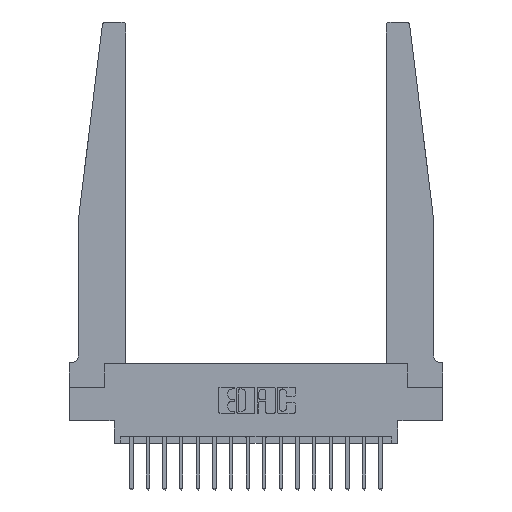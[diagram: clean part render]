
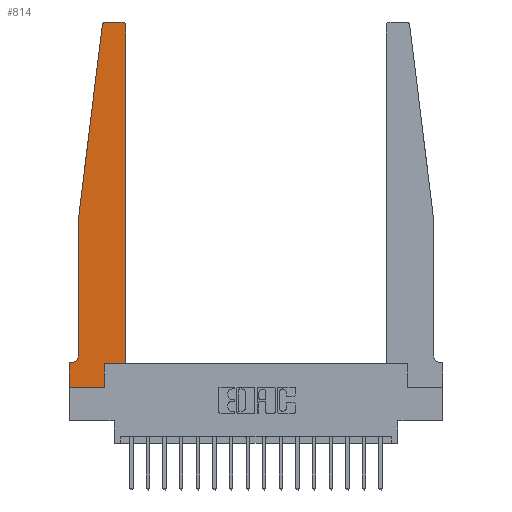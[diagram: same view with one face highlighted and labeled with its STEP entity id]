
A CAD part, top view. The second image highlights one B-rep face of the part: STEP entity #814.
In plain terms, the highlighted planar face has unit normal (0, 0, 1).
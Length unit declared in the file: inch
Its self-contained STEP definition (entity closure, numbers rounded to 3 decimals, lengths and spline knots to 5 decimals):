
#14 = CIRCLE ( 'NONE', #10015, 0.03 ) ;
#56 = CARTESIAN_POINT ( 'NONE',  ( 0.015, 0.1875, 0.37 ) ) ;
#421 = DIRECTION ( 'NONE',  ( 0., 0., 1. ) ) ;
#433 = EDGE_CURVE ( 'NONE', #3217, #3012, #8488, .T. ) ;
#492 = VERTEX_POINT ( 'NONE', #3182 ) ;
#608 = ORIENTED_EDGE ( 'NONE', *, *, #17530, .T. ) ;
#737 = ORIENTED_EDGE ( 'NONE', *, *, #4355, .T. ) ;
#814 = ADVANCED_FACE ( 'NONE', ( #14283 ), #2185, .T. ) ;
#984 = DIRECTION ( 'NONE',  ( 0., -1., 0. ) ) ;
#1021 = DIRECTION ( 'NONE',  ( 1., 0., 0. ) ) ;
#1078 = CARTESIAN_POINT ( 'NONE',  ( 0.2605, 0.18, 0.37 ) ) ;
#1126 = VECTOR ( 'NONE', #1021, 39.37008 ) ;
#1336 = DIRECTION ( 'NONE',  ( 0., 0., 1. ) ) ;
#1656 = EDGE_LOOP ( 'NONE', ( #2758, #3655, #6168, #6159, #17490, #2887, #3846, #5239, #737, #10361, #608, #4131 ) ) ;
#1957 = DIRECTION ( 'NONE',  ( -1., 0., 0. ) ) ;
#2185 = PLANE ( 'NONE',  #2235 ) ;
#2235 = AXIS2_PLACEMENT_3D ( 'NONE', #6881, #12825, #7085 ) ;
#2342 = VERTEX_POINT ( 'NONE', #10496 ) ;
#2528 = LINE ( 'NONE', #1078, #8609 ) ;
#2758 = ORIENTED_EDGE ( 'NONE', *, *, #3516, .T. ) ;
#2848 = LINE ( 'NONE', #4314, #10337 ) ;
#2887 = ORIENTED_EDGE ( 'NONE', *, *, #3562, .T. ) ;
#3012 = VERTEX_POINT ( 'NONE', #5373 ) ;
#3132 = VECTOR ( 'NONE', #12689, 39.37008 ) ;
#3182 = CARTESIAN_POINT ( 'NONE',  ( 0.395, 2.75, 0.37 ) ) ;
#3217 = VERTEX_POINT ( 'NONE', #14616 ) ;
#3516 = EDGE_CURVE ( 'NONE', #492, #3217, #3969, .T. ) ;
#3562 = EDGE_CURVE ( 'NONE', #5908, #17657, #11394, .T. ) ;
#3655 = ORIENTED_EDGE ( 'NONE', *, *, #433, .T. ) ;
#3810 = VERTEX_POINT ( 'NONE', #4823 ) ;
#3846 = ORIENTED_EDGE ( 'NONE', *, *, #17958, .T. ) ;
#3969 = LINE ( 'NONE', #11194, #11605 ) ;
#4131 = ORIENTED_EDGE ( 'NONE', *, *, #14985, .T. ) ;
#4217 = EDGE_CURVE ( 'NONE', #5488, #5908, #5162, .T. ) ;
#4314 = CARTESIAN_POINT ( 'NONE',  ( 0.425, 0.18, 0.37 ) ) ;
#4355 = EDGE_CURVE ( 'NONE', #6836, #2342, #2528, .T. ) ;
#4503 = LINE ( 'NONE', #7245, #15531 ) ;
#4823 = CARTESIAN_POINT ( 'NONE',  ( 0.425, 0.18, 0.37 ) ) ;
#5162 = CIRCLE ( 'NONE', #18869, 0.05 ) ;
#5212 = CARTESIAN_POINT ( 'NONE',  ( 0.425, 2.72, 0.37 ) ) ;
#5239 = ORIENTED_EDGE ( 'NONE', *, *, #10243, .T. ) ;
#5259 = DIRECTION ( 'NONE',  ( -1., 0., 0. ) ) ;
#5349 = DIRECTION ( 'NONE',  ( -1., 0., 0. ) ) ;
#5373 = CARTESIAN_POINT ( 'NONE',  ( 0.24675, 2.72367, 0.37 ) ) ;
#5488 = VERTEX_POINT ( 'NONE', #10924 ) ;
#5581 = CARTESIAN_POINT ( 'NONE',  ( 0.065, 1.25, 0.37 ) ) ;
#5908 = VERTEX_POINT ( 'NONE', #56 ) ;
#6037 = DIRECTION ( 'NONE',  ( 1., 0., 0. ) ) ;
#6159 = ORIENTED_EDGE ( 'NONE', *, *, #15236, .T. ) ;
#6168 = ORIENTED_EDGE ( 'NONE', *, *, #6810, .T. ) ;
#6810 = EDGE_CURVE ( 'NONE', #3012, #12718, #4503, .T. ) ;
#6836 = VERTEX_POINT ( 'NONE', #14832 ) ;
#6881 = CARTESIAN_POINT ( 'NONE',  ( 0., 0.1875, 0.37 ) ) ;
#7011 = CARTESIAN_POINT ( 'NONE',  ( 0.425, 0.18, 0.37 ) ) ;
#7078 = CARTESIAN_POINT ( 'NONE',  ( 0., 0., 0.37 ) ) ;
#7085 = DIRECTION ( 'NONE',  ( 1., 0., 0. ) ) ;
#7245 = CARTESIAN_POINT ( 'NONE',  ( 0.065, 1.25, 0.37 ) ) ;
#7248 = VECTOR ( 'NONE', #5349, 39.37008 ) ;
#7544 = EDGE_CURVE ( 'NONE', #2342, #3810, #11005, .T. ) ;
#8488 = CIRCLE ( 'NONE', #10961, 0.03 ) ;
#8609 = VECTOR ( 'NONE', #11507, 39.37008 ) ;
#9159 = CARTESIAN_POINT ( 'NONE',  ( 0.27653, 2.72, 0.37 ) ) ;
#9493 = CARTESIAN_POINT ( 'NONE',  ( 0.015, 0.2375, 0.37 ) ) ;
#10015 = AXIS2_PLACEMENT_3D ( 'NONE', #13948, #421, #16777 ) ;
#10243 = EDGE_CURVE ( 'NONE', #14803, #6836, #16297, .T. ) ;
#10290 = CARTESIAN_POINT ( 'NONE',  ( 0., 0., 0.37 ) ) ;
#10337 = VECTOR ( 'NONE', #11636, 39.37008 ) ;
#10361 = ORIENTED_EDGE ( 'NONE', *, *, #7544, .T. ) ;
#10496 = CARTESIAN_POINT ( 'NONE',  ( 0.2605, 0.18, 0.37 ) ) ;
#10652 = VECTOR ( 'NONE', #984, 39.37008 ) ;
#10924 = CARTESIAN_POINT ( 'NONE',  ( 0.065, 0.2375, 0.37 ) ) ;
#10961 = AXIS2_PLACEMENT_3D ( 'NONE', #9159, #1336, #6037 ) ;
#11005 = LINE ( 'NONE', #7011, #11061 ) ;
#11061 = VECTOR ( 'NONE', #17229, 39.37008 ) ;
#11194 = CARTESIAN_POINT ( 'NONE',  ( 0.25, 2.75, 0.37 ) ) ;
#11394 = LINE ( 'NONE', #13916, #7248 ) ;
#11507 = DIRECTION ( 'NONE',  ( 0., 1., 0. ) ) ;
#11605 = VECTOR ( 'NONE', #5259, 39.37008 ) ;
#11636 = DIRECTION ( 'NONE',  ( 0., 1., 0. ) ) ;
#12111 = CARTESIAN_POINT ( 'NONE',  ( 0., 0.1875, 0.37 ) ) ;
#12689 = DIRECTION ( 'NONE',  ( 0., -1., 0. ) ) ;
#12718 = VERTEX_POINT ( 'NONE', #13142 ) ;
#12825 = DIRECTION ( 'NONE',  ( 0., 0., 1. ) ) ;
#12975 = LINE ( 'NONE', #5581, #3132 ) ;
#13142 = CARTESIAN_POINT ( 'NONE',  ( 0.065, 1.25, 0.37 ) ) ;
#13916 = CARTESIAN_POINT ( 'NONE',  ( 0.065, 0.1875, 0.37 ) ) ;
#13948 = CARTESIAN_POINT ( 'NONE',  ( 0.395, 2.72, 0.37 ) ) ;
#14283 = FACE_OUTER_BOUND ( 'NONE', #1656, .T. ) ;
#14335 = CARTESIAN_POINT ( 'NONE',  ( 0., 0., 0.37 ) ) ;
#14616 = CARTESIAN_POINT ( 'NONE',  ( 0.27653, 2.75, 0.37 ) ) ;
#14803 = VERTEX_POINT ( 'NONE', #10290 ) ;
#14832 = CARTESIAN_POINT ( 'NONE',  ( 0.2605, 0., 0.37 ) ) ;
#14985 = EDGE_CURVE ( 'NONE', #16392, #492, #14, .T. ) ;
#15236 = EDGE_CURVE ( 'NONE', #12718, #5488, #12975, .T. ) ;
#15531 = VECTOR ( 'NONE', #17857, 39.37008 ) ;
#16297 = LINE ( 'NONE', #7078, #1126 ) ;
#16392 = VERTEX_POINT ( 'NONE', #5212 ) ;
#16777 = DIRECTION ( 'NONE',  ( 1., 0., 0. ) ) ;
#17229 = DIRECTION ( 'NONE',  ( 1., 0., 0. ) ) ;
#17490 = ORIENTED_EDGE ( 'NONE', *, *, #4217, .T. ) ;
#17530 = EDGE_CURVE ( 'NONE', #3810, #16392, #2848, .T. ) ;
#17657 = VERTEX_POINT ( 'NONE', #12111 ) ;
#17857 = DIRECTION ( 'NONE',  ( -0.122, -0.992, 0. ) ) ;
#17958 = EDGE_CURVE ( 'NONE', #17657, #14803, #18953, .T. ) ;
#18152 = DIRECTION ( 'NONE',  ( 0., 0., -1. ) ) ;
#18869 = AXIS2_PLACEMENT_3D ( 'NONE', #9493, #18152, #1957 ) ;
#18953 = LINE ( 'NONE', #14335, #10652 ) ;
